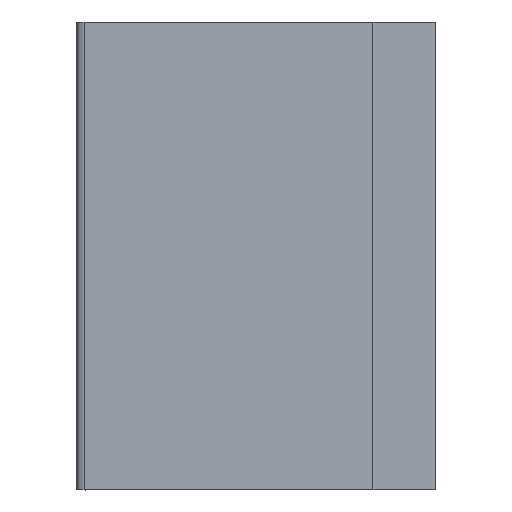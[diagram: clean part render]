
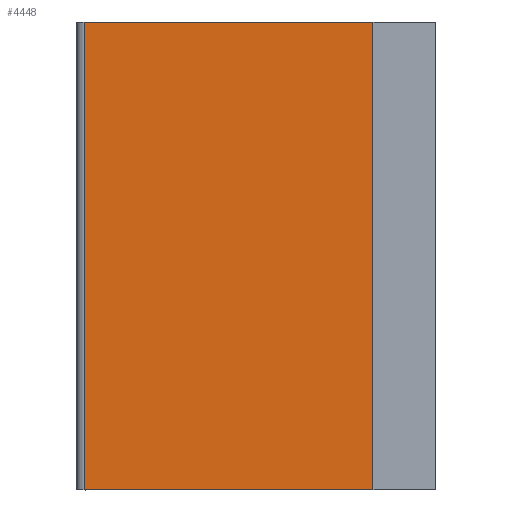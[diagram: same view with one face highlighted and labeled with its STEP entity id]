
A CAD part, left-side view. The second image highlights one B-rep face of the part: STEP entity #4448.
In plain terms, the highlighted planar face has unit normal (-1, 0, 0).
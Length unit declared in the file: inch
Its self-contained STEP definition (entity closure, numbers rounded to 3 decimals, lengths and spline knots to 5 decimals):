
#38 = EDGE_CURVE ( 'NONE', #3992, #6729, #4885, .T. ) ;
#795 = ORIENTED_EDGE ( 'NONE', *, *, #7393, .T. ) ;
#943 = CARTESIAN_POINT ( 'NONE',  ( -1.75, 1.065, 1.875 ) ) ;
#1432 = VECTOR ( 'NONE', #4041, 39.37008 ) ;
#1749 = LINE ( 'NONE', #3873, #2215 ) ;
#1988 = DIRECTION ( 'NONE',  ( 0., 0., -1. ) ) ;
#2077 = EDGE_LOOP ( 'NONE', ( #795, #5071, #4042, #8036 ) ) ;
#2215 = VECTOR ( 'NONE', #8043, 39.37008 ) ;
#2621 = DIRECTION ( 'NONE',  ( 1., 0., 0. ) ) ;
#2983 = VERTEX_POINT ( 'NONE', #943 ) ;
#3089 = LINE ( 'NONE', #4344, #5975 ) ;
#3100 = PLANE ( 'NONE',  #6834 ) ;
#3345 = LINE ( 'NONE', #6546, #1432 ) ;
#3873 = CARTESIAN_POINT ( 'NONE',  ( -1.75, -1.25, -2.68803 ) ) ;
#3992 = VERTEX_POINT ( 'NONE', #7055 ) ;
#4041 = DIRECTION ( 'NONE',  ( 0., 0., -1. ) ) ;
#4042 = ORIENTED_EDGE ( 'NONE', *, *, #38, .F. ) ;
#4344 = CARTESIAN_POINT ( 'NONE',  ( -1.75, 0., 1.875 ) ) ;
#4448 = ADVANCED_FACE ( 'NONE', ( #6594 ), #3100, .F. ) ;
#4885 = LINE ( 'NONE', #5569, #5858 ) ;
#5071 = ORIENTED_EDGE ( 'NONE', *, *, #7776, .T. ) ;
#5569 = CARTESIAN_POINT ( 'NONE',  ( -1.75, 0., -1.875 ) ) ;
#5636 = DIRECTION ( 'NONE',  ( 0., 1., 0. ) ) ;
#5722 = CARTESIAN_POINT ( 'NONE',  ( -1.75, 0., -1.875 ) ) ;
#5858 = VECTOR ( 'NONE', #8071, 39.37008 ) ;
#5864 = CARTESIAN_POINT ( 'NONE',  ( -1.75, 1.065, -1.875 ) ) ;
#5975 = VECTOR ( 'NONE', #5636, 39.37008 ) ;
#6530 = VERTEX_POINT ( 'NONE', #6719 ) ;
#6546 = CARTESIAN_POINT ( 'NONE',  ( -1.75, 1.065, -1.875 ) ) ;
#6594 = FACE_OUTER_BOUND ( 'NONE', #2077, .T. ) ;
#6719 = CARTESIAN_POINT ( 'NONE',  ( -1.75, -1.25, 1.875 ) ) ;
#6729 = VERTEX_POINT ( 'NONE', #5864 ) ;
#6834 = AXIS2_PLACEMENT_3D ( 'NONE', #5722, #2621, #1988 ) ;
#7055 = CARTESIAN_POINT ( 'NONE',  ( -1.75, -1.25, -1.875 ) ) ;
#7393 = EDGE_CURVE ( 'NONE', #6530, #2983, #3089, .T. ) ;
#7672 = EDGE_CURVE ( 'NONE', #3992, #6530, #1749, .T. ) ;
#7776 = EDGE_CURVE ( 'NONE', #2983, #6729, #3345, .T. ) ;
#8036 = ORIENTED_EDGE ( 'NONE', *, *, #7672, .T. ) ;
#8043 = DIRECTION ( 'NONE',  ( 0., 0., 1. ) ) ;
#8071 = DIRECTION ( 'NONE',  ( 0., 1., 0. ) ) ;
